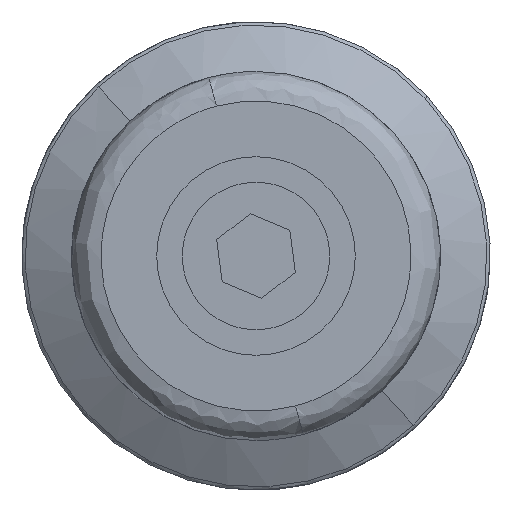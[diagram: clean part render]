
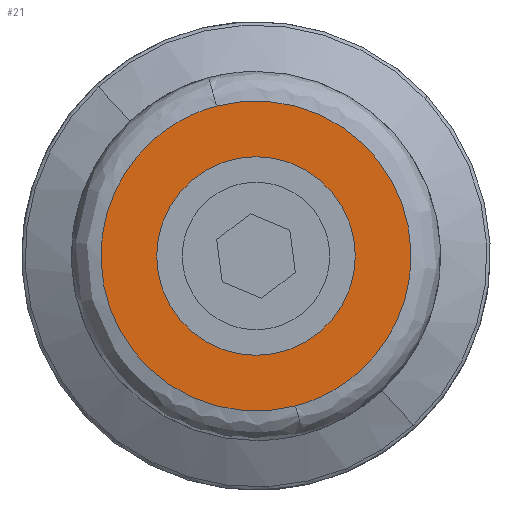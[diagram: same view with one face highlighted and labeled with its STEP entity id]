
A CAD part, left-side view. The second image highlights one B-rep face of the part: STEP entity #21.
In plain terms, the highlighted planar face has unit normal (-1, 0, 0).
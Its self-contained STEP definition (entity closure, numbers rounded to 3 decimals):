
#21 = ADVANCED_FACE ( 'NONE', ( #1261, #1255 ), #803, .F. ) ;
#64 = CARTESIAN_POINT ( 'NONE',  ( 30., 19.842, 42.576 ) ) ;
#86 = CARTESIAN_POINT ( 'NONE',  ( 30., 9.69, 45.259 ) ) ;
#251 = CARTESIAN_POINT ( 'NONE',  ( 30., 19.842, 42.576 ) ) ;
#252 = CARTESIAN_POINT ( 'NONE',  ( 30., 29.993, 39.893 ) ) ;
#257 = CARTESIAN_POINT ( 'NONE',  ( 30., 27.31, 29.741 ) ) ;
#264 = CARTESIAN_POINT ( 'NONE',  ( 30., 17.158, 32.424 ) ) ;
#275 = DIRECTION ( 'NONE',  ( 0., 0., -1. ) ) ;
#276 = DIRECTION ( 'NONE',  ( -1., 0., 0. ) ) ;
#277 = CARTESIAN_POINT ( 'NONE',  ( 30., 18.5, 37.5 ) ) ;
#325 = CARTESIAN_POINT ( 'NONE',  ( 30., 18.5, 40.863 ) ) ;
#379 = CARTESIAN_POINT ( 'NONE',  ( 30., 18.5, 34.137 ) ) ;
#394 = CARTESIAN_POINT ( 'NONE',  ( 30., 19.842, 42.576 ) ) ;
#409 = CARTESIAN_POINT ( 'NONE',  ( 30., 17.158, 32.424 ) ) ;
#794 = DIRECTION ( 'NONE',  ( 0., 0., -1. ) ) ;
#795 = DIRECTION ( 'NONE',  ( 1., 0., 0. ) ) ;
#801 = CARTESIAN_POINT ( 'NONE',  ( 30., 18.5, 37.5 ) ) ;
#803 = PLANE ( 'NONE',  #1977 ) ;
#921 = ORIENTED_EDGE ( 'NONE', *, *, #2032, .F. ) ;
#922 = CIRCLE ( 'NONE', #2014, 3.363 ) ;
#962 = EDGE_LOOP ( 'NONE', ( #1605, #1573 ) ) ;
#1146 = CIRCLE ( 'NONE', #1935, 3.363 ) ;
#1255 = FACE_OUTER_BOUND ( 'NONE', #962, .T. ) ;
#1261 = FACE_BOUND ( 'NONE', #1485, .T. ) ;
#1321 = VERTEX_POINT ( 'NONE', #409 ) ;
#1336 = VERTEX_POINT ( 'NONE', #394 ) ;
#1353 = VERTEX_POINT ( 'NONE', #379 ) ;
#1425 = VERTEX_POINT ( 'NONE', #325 ) ;
#1485 = EDGE_LOOP ( 'NONE', ( #1574, #921 ) ) ;
#1573 = ORIENTED_EDGE ( 'NONE', *, *, #2104, .F. ) ;
#1574 = ORIENTED_EDGE ( 'NONE', *, *, #2166, .F. ) ;
#1605 = ORIENTED_EDGE ( 'NONE', *, *, #2041, .F. ) ;
#1654 =( BOUNDED_CURVE ( )  B_SPLINE_CURVE ( 3, ( #264, #257, #252, #251 ),
 .UNSPECIFIED., .F., .F. ) 
 B_SPLINE_CURVE_WITH_KNOTS ( ( 4, 4 ),
 ( 0., 0.5 ),
 .UNSPECIFIED. ) 
 CURVE ( )  GEOMETRIC_REPRESENTATION_ITEM ( )  RATIONAL_B_SPLINE_CURVE ( ( 1., 0.333, 0.333, 1. ) ) 
 REPRESENTATION_ITEM ( '' )  );
#1676 =( BOUNDED_CURVE ( )  B_SPLINE_CURVE ( 3, ( #64, #86, #1874, #1815 ),
 .UNSPECIFIED., .F., .F. ) 
 B_SPLINE_CURVE_WITH_KNOTS ( ( 4, 4 ),
 ( 0.5, 1. ),
 .UNSPECIFIED. ) 
 CURVE ( )  GEOMETRIC_REPRESENTATION_ITEM ( )  RATIONAL_B_SPLINE_CURVE ( ( 1., 0.333, 0.333, 1. ) ) 
 REPRESENTATION_ITEM ( '' )  );
#1717 = DIRECTION ( 'NONE',  ( 0., 0., -1. ) ) ;
#1719 = DIRECTION ( 'NONE',  ( -1., 0., 0. ) ) ;
#1721 = CARTESIAN_POINT ( 'NONE',  ( 30., 18.5, 37.5 ) ) ;
#1815 = CARTESIAN_POINT ( 'NONE',  ( 30., 17.158, 32.424 ) ) ;
#1874 = CARTESIAN_POINT ( 'NONE',  ( 30., 7.007, 35.107 ) ) ;
#1935 = AXIS2_PLACEMENT_3D ( 'NONE', #277, #276, #275 ) ;
#1977 = AXIS2_PLACEMENT_3D ( 'NONE', #801, #795, #794 ) ;
#2014 = AXIS2_PLACEMENT_3D ( 'NONE', #1721, #1719, #1717 ) ;
#2032 = EDGE_CURVE ( 'NONE', #1425, #1353, #1146, .T. ) ;
#2041 = EDGE_CURVE ( 'NONE', #1321, #1336, #1654, .T. ) ;
#2104 = EDGE_CURVE ( 'NONE', #1336, #1321, #1676, .T. ) ;
#2166 = EDGE_CURVE ( 'NONE', #1353, #1425, #922, .T. ) ;
